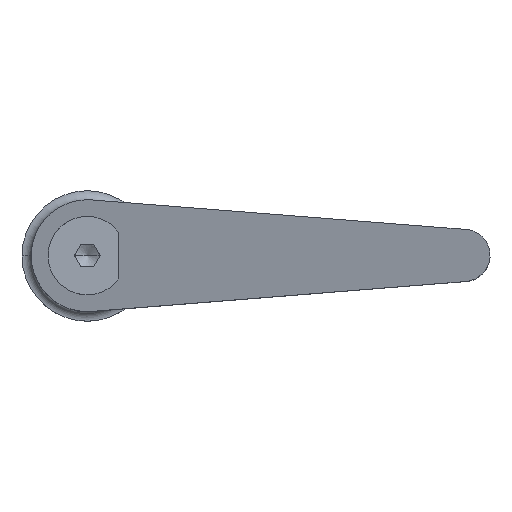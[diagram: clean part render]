
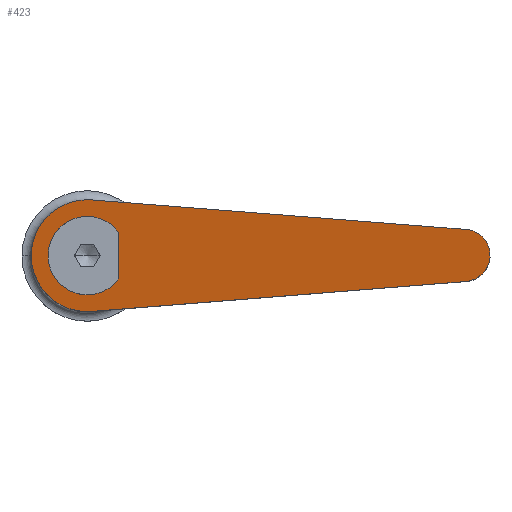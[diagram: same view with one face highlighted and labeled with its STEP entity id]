
A CAD part, top view. The second image highlights one B-rep face of the part: STEP entity #423.
In plain terms, the highlighted planar face has unit normal (-0.256, 0, 0.967).
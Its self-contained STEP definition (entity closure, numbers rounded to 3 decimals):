
#237=VERTEX_POINT('',#665);
#249=EDGE_CURVE('',#601,#437,#677,.T.);
#269=EDGE_CURVE('',#391,#403,#698,.T.);
#271=VERTEX_POINT('',#700);
#287=EDGE_CURVE('',#403,#315,#717,.T.);
#315=VERTEX_POINT('',#747);
#389=EDGE_CURVE('',#437,#237,#830,.T.);
#391=VERTEX_POINT('',#832);
#403=VERTEX_POINT('',#845);
#423=ADVANCED_FACE('',(#867,#868),#869,.F.);
#437=VERTEX_POINT('',#884);
#473=EDGE_CURVE('',#529,#601,#927,.T.);
#477=EDGE_CURVE('',#605,#391,#931,.T.);
#485=EDGE_CURVE('',#593,#499,#941,.T.);
#495=EDGE_CURVE('',#271,#499,#954,.T.);
#499=VERTEX_POINT('',#959);
#505=EDGE_CURVE('',#559,#611,#966,.T.);
#523=EDGE_CURVE('',#237,#529,#984,.T.);
#527=EDGE_CURVE('',#315,#569,#989,.T.);
#529=VERTEX_POINT('',#991);
#535=EDGE_CURVE('',#615,#271,#998,.T.);
#559=VERTEX_POINT('',#1027);
#561=EDGE_CURVE('',#615,#559,#1029,.T.);
#569=VERTEX_POINT('',#1038);
#573=EDGE_CURVE('',#569,#611,#1042,.T.);
#587=EDGE_CURVE('',#605,#593,#1056,.T.);
#593=VERTEX_POINT('',#1063);
#601=VERTEX_POINT('',#1071);
#605=VERTEX_POINT('',#1075);
#611=VERTEX_POINT('',#1082);
#615=VERTEX_POINT('',#1086);
#665=CARTESIAN_POINT('',(0.,-10.5,54.267));
#677=ELLIPSE('',#1146,10.861,10.5);
#698=LINE('',#1178,#1179);
#700=CARTESIAN_POINT('',(-15.0,0.,50.3));
#717=ELLIPSE('',#1207,7.241,7.0);
#747=CARTESIAN_POINT('',(101.554,6.978,81.127));
#830=ELLIPSE('',#1380,10.861,10.5);
#832=CARTESIAN_POINT('',(1.188,-14.953,54.582));
#845=CARTESIAN_POINT('',(101.554,-6.978,81.127));
#867=FACE_OUTER_BOUND('',#1444,.T.);
#868=FACE_BOUND('',#1445,.T.);
#869=PLANE('',#1446);
#884=CARTESIAN_POINT('',(0.,10.5,54.267));
#927=LINE('',#1527,#1528);
#931=ELLIPSE('',#1533,15.516,15.0);
#941=LINE('',#1545,#1546);
#954=ELLIPSE('',#1562,15.516,15.0);
#959=CARTESIAN_POINT('',(0.052,-15.,54.281));
#966=LINE('',#1577,#1578);
#984=ELLIPSE('',#1604,10.861,10.5);
#989=LINE('',#1610,#1611);
#991=CARTESIAN_POINT('',(8.441,-6.244,56.5));
#998=ELLIPSE('',#1621,15.516,15.0);
#1027=CARTESIAN_POINT('',(0.052,15.,54.281));
#1029=LINE('',#1659,#1660);
#1038=CARTESIAN_POINT('',(1.188,14.953,54.582));
#1042=ELLIPSE('',#1679,15.516,15.0);
#1056=LINE('',#1700,#1701);
#1063=CARTESIAN_POINT('',(0.052,-15.,54.281));
#1071=CARTESIAN_POINT('',(8.441,6.244,56.5));
#1075=CARTESIAN_POINT('',(0.053,-15.,54.281));
#1082=CARTESIAN_POINT('',(0.053,15.,54.281));
#1086=CARTESIAN_POINT('',(0.052,15.,54.281));
#1146=AXIS2_PLACEMENT_3D('',#1802,#1803,#1804);
#1178=CARTESIAN_POINT('',(102.362,-6.914,81.341));
#1179=VECTOR('',#1823,1.0);
#1207=AXIS2_PLACEMENT_3D('',#1836,#1837,#1838);
#1380=AXIS2_PLACEMENT_3D('',#1968,#1969,#1970);
#1444=EDGE_LOOP('',(#2006,#2007,#2008,#2009,#2010,#2011,#2012,#2013,#2014,#2015,#2016));
#1445=EDGE_LOOP('',(#2017,#2018,#2019,#2020));
#1446=AXIS2_PLACEMENT_3D('',#2021,#2022,#2023);
#1527=CARTESIAN_POINT('',(8.441,0.,56.5));
#1528=VECTOR('',#2105,1.0);
#1533=AXIS2_PLACEMENT_3D('',#2106,#2107,#2108);
#1545=CARTESIAN_POINT('',(0.052,-15.,54.281));
#1546=VECTOR('',#2125,1.0);
#1562=AXIS2_PLACEMENT_3D('',#2151,#2152,#2153);
#1577=CARTESIAN_POINT('',(0.052,15.,54.281));
#1578=VECTOR('',#2176,1.0);
#1604=AXIS2_PLACEMENT_3D('',#2188,#2189,#2190);
#1610=CARTESIAN_POINT('',(55.44,10.642,68.931));
#1611=VECTOR('',#2197,1.0);
#1621=AXIS2_PLACEMENT_3D('',#2206,#2207,#2208);
#1659=CARTESIAN_POINT('',(0.052,-15.,54.281));
#1660=VECTOR('',#2251,1.0);
#1679=AXIS2_PLACEMENT_3D('',#2265,#2266,#2267);
#1700=CARTESIAN_POINT('',(101.223,-6.766,81.04));
#1701=VECTOR('',#2271,1.0);
#1802=CARTESIAN_POINT('',(0.,0.,54.267));
#1803=DIRECTION('',(-0.256,0.,0.967));
#1804=DIRECTION('',(-0.967,0.0,-0.256));
#1823=DIRECTION('',(0.964,0.077,0.255));
#1836=CARTESIAN_POINT('',(101.0,0.,80.981));
#1837=DIRECTION('',(-0.256,0.,0.967));
#1838=DIRECTION('',(0.967,0.,0.256));
#1968=CARTESIAN_POINT('',(0.,0.,54.267));
#1969=DIRECTION('',(-0.256,0.,0.967));
#1970=DIRECTION('',(-0.967,0.0,-0.256));
#2006=ORIENTED_EDGE('',*,*,#505,.F.);
#2007=ORIENTED_EDGE('',*,*,#561,.F.);
#2008=ORIENTED_EDGE('',*,*,#535,.T.);
#2009=ORIENTED_EDGE('',*,*,#495,.T.);
#2010=ORIENTED_EDGE('',*,*,#485,.F.);
#2011=ORIENTED_EDGE('',*,*,#587,.F.);
#2012=ORIENTED_EDGE('',*,*,#477,.T.);
#2013=ORIENTED_EDGE('',*,*,#269,.T.);
#2014=ORIENTED_EDGE('',*,*,#287,.T.);
#2015=ORIENTED_EDGE('',*,*,#527,.T.);
#2016=ORIENTED_EDGE('',*,*,#573,.T.);
#2017=ORIENTED_EDGE('',*,*,#249,.F.);
#2018=ORIENTED_EDGE('',*,*,#473,.F.);
#2019=ORIENTED_EDGE('',*,*,#523,.F.);
#2020=ORIENTED_EDGE('',*,*,#389,.F.);
#2021=CARTESIAN_POINT('',(49.015,0.,67.231));
#2022=DIRECTION('',(0.256,0.,-0.967));
#2023=DIRECTION('',(0.247,0.967,0.065));
#2105=DIRECTION('',(0.,1.0,0.0));
#2106=CARTESIAN_POINT('',(0.,0.,54.267));
#2107=DIRECTION('',(-0.256,0.,0.967));
#2108=DIRECTION('',(0.967,0.,0.256));
#2125=DIRECTION('',(0.,1.0,0.));
#2151=CARTESIAN_POINT('',(0.,0.,54.267));
#2152=DIRECTION('',(-0.256,0.,0.967));
#2153=DIRECTION('',(0.967,0.,0.256));
#2176=DIRECTION('',(0.964,-0.078,0.255));
#2188=CARTESIAN_POINT('',(0.,0.,54.267));
#2189=DIRECTION('',(-0.256,0.,0.967));
#2190=DIRECTION('',(-0.967,0.0,-0.256));
#2197=DIRECTION('',(-0.964,0.077,-0.255));
#2206=CARTESIAN_POINT('',(0.,0.,54.267));
#2207=DIRECTION('',(-0.256,0.,0.967));
#2208=DIRECTION('',(0.967,0.,0.256));
#2251=DIRECTION('',(0.,1.0,0.));
#2265=CARTESIAN_POINT('',(0.,0.,54.267));
#2266=DIRECTION('',(-0.256,0.,0.967));
#2267=DIRECTION('',(0.967,0.,0.256));
#2271=DIRECTION('',(-0.964,-0.078,-0.255));
